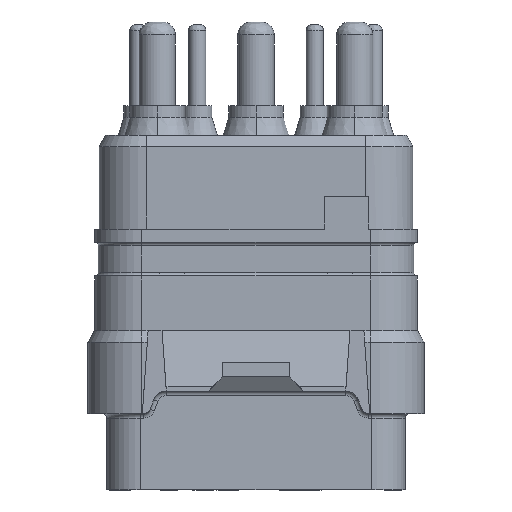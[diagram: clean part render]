
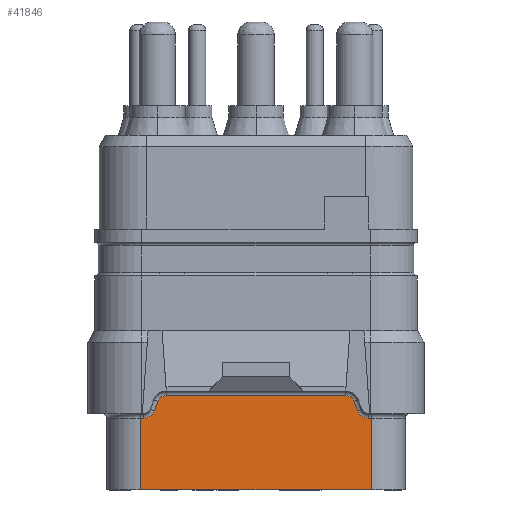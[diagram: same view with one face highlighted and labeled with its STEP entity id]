
A CAD part, front view. The second image highlights one B-rep face of the part: STEP entity #41846.
In plain terms, the highlighted planar face has unit normal (0, -1, 0).
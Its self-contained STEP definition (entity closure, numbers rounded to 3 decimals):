
#7475=DIRECTION('',(-1.,0.,0.));
#7476=VECTOR('',#7475,0.15);
#7477=CARTESIAN_POINT('',(5.15,-5.775,-8.43));
#7478=LINE('',#7477,#7476);
#7479=DIRECTION('',(0.,0.,-1.));
#7480=VECTOR('',#7479,3.2);
#7481=CARTESIAN_POINT('',(5.15,-5.775,-8.43));
#7482=LINE('',#7481,#7480);
#7483=DIRECTION('',(-1.,0.,0.));
#7484=VECTOR('',#7483,0.15);
#7485=CARTESIAN_POINT('',(-5.,-5.775,-8.43));
#7486=LINE('',#7485,#7484);
#7487=CARTESIAN_POINT('',(-5.,-5.775,-7.93));
#7488=DIRECTION('',(0.,1.,0.));
#7489=DIRECTION('',(0.935,0.,-0.354));
#7490=AXIS2_PLACEMENT_3D('',#7487,#7488,#7489);
#7492=DIRECTION('',(-0.354,0.,-0.935));
#7493=VECTOR('',#7492,0.447);
#7494=CARTESIAN_POINT('',(-4.374,-5.775,-7.689));
#7495=LINE('',#7494,#7493);
#7496=CARTESIAN_POINT('',(-4.,-5.775,-7.83));
#7497=DIRECTION('',(0.,-1.,0.));
#7498=DIRECTION('',(0.,0.,1.));
#7499=AXIS2_PLACEMENT_3D('',#7496,#7497,#7498);
#7501=DIRECTION('',(-1.,0.,0.));
#7502=VECTOR('',#7501,8.);
#7503=CARTESIAN_POINT('',(4.,-5.775,-7.43));
#7504=LINE('',#7503,#7502);
#7505=CARTESIAN_POINT('',(4.,-5.775,-7.83));
#7506=DIRECTION('',(0.,-1.,0.));
#7507=DIRECTION('',(0.935,0.,0.354));
#7508=AXIS2_PLACEMENT_3D('',#7505,#7506,#7507);
#7510=DIRECTION('',(-0.354,0.,0.935));
#7511=VECTOR('',#7510,0.447);
#7512=CARTESIAN_POINT('',(4.532,-5.775,-8.107));
#7513=LINE('',#7512,#7511);
#7514=CARTESIAN_POINT('',(5.,-5.775,-7.93));
#7515=DIRECTION('',(0.,1.,0.));
#7516=DIRECTION('',(0.,0.,-1.));
#7517=AXIS2_PLACEMENT_3D('',#7514,#7515,#7516);
#7562=DIRECTION('',(-1.,0.,0.));
#7563=VECTOR('',#7562,10.3);
#7564=CARTESIAN_POINT('',(5.15,-5.775,-11.63));
#7565=LINE('',#7564,#7563);
#8973=DIRECTION('',(0.,0.,-1.));
#8974=VECTOR('',#8973,3.2);
#8975=CARTESIAN_POINT('',(-5.15,-5.775,-8.43));
#8976=LINE('',#8975,#8974);
#24408=CARTESIAN_POINT('',(-5.15,-5.775,-11.63));
#24410=VERTEX_POINT('',#24408);
#24422=CARTESIAN_POINT('',(5.15,-5.775,-11.63));
#24423=VERTEX_POINT('',#24422);
#25768=CARTESIAN_POINT('',(5.15,-5.775,-8.43));
#25769=VERTEX_POINT('',#25768);
#25772=CARTESIAN_POINT('',(5.,-5.775,-8.43));
#25773=VERTEX_POINT('',#25772);
#25776=CARTESIAN_POINT('',(4.532,-5.775,-8.107));
#25777=VERTEX_POINT('',#25776);
#25780=CARTESIAN_POINT('',(4.374,-5.775,-7.689));
#25781=VERTEX_POINT('',#25780);
#25782=CARTESIAN_POINT('',(4.,-5.775,-7.43));
#25783=VERTEX_POINT('',#25782);
#25784=CARTESIAN_POINT('',(-4.,-5.775,-7.43));
#25785=VERTEX_POINT('',#25784);
#25786=CARTESIAN_POINT('',(-4.374,-5.775,-7.689));
#25787=VERTEX_POINT('',#25786);
#25792=CARTESIAN_POINT('',(-4.532,-5.775,-8.107));
#25793=VERTEX_POINT('',#25792);
#25796=CARTESIAN_POINT('',(-5.,-5.775,-8.43));
#25797=VERTEX_POINT('',#25796);
#25800=CARTESIAN_POINT('',(-5.15,-5.775,-8.43));
#25801=VERTEX_POINT('',#25800);
#41824=CARTESIAN_POINT('',(5.15,-5.775,-8.23));
#41825=DIRECTION('',(0.,-1.,0.));
#41826=DIRECTION('',(-1.,0.,0.));
#41827=AXIS2_PLACEMENT_3D('',#41824,#41825,#41826);
#41828=PLANE('',#41827);
#41829=ORIENTED_EDGE('',*,*,#41633,.F.);
#41831=ORIENTED_EDGE('',*,*,#41830,.T.);
#41833=ORIENTED_EDGE('',*,*,#41832,.T.);
#41835=ORIENTED_EDGE('',*,*,#41834,.F.);
#41836=ORIENTED_EDGE('',*,*,#41818,.F.);
#41837=ORIENTED_EDGE('',*,*,#41478,.F.);
#41838=ORIENTED_EDGE('',*,*,#41494,.F.);
#41839=ORIENTED_EDGE('',*,*,#41534,.F.);
#41840=ORIENTED_EDGE('',*,*,#41548,.F.);
#41841=ORIENTED_EDGE('',*,*,#41562,.F.);
#41842=ORIENTED_EDGE('',*,*,#41577,.F.);
#41843=ORIENTED_EDGE('',*,*,#41618,.F.);
#41844=EDGE_LOOP('',(#41829,#41831,#41833,#41835,#41836,#41837,#41838,#41839,
#41840,#41841,#41842,#41843));
#41845=FACE_OUTER_BOUND('',#41844,.F.);
#41846=ADVANCED_FACE('',(#41845),#41828,.T.);
#7491=CIRCLE('',#7490,0.5);
#7500=CIRCLE('',#7499,0.4);
#7509=CIRCLE('',#7508,0.4);
#7518=CIRCLE('',#7517,0.5);
#41478=EDGE_CURVE('',#25793,#25797,#7491,.T.);
#41494=EDGE_CURVE('',#25787,#25793,#7495,.T.);
#41534=EDGE_CURVE('',#25785,#25787,#7500,.T.);
#41548=EDGE_CURVE('',#25783,#25785,#7504,.T.);
#41562=EDGE_CURVE('',#25781,#25783,#7509,.T.);
#41577=EDGE_CURVE('',#25777,#25781,#7513,.T.);
#41618=EDGE_CURVE('',#25773,#25777,#7518,.T.);
#41633=EDGE_CURVE('',#25769,#25773,#7478,.T.);
#41818=EDGE_CURVE('',#25797,#25801,#7486,.T.);
#41830=EDGE_CURVE('',#25769,#24423,#7482,.T.);
#41832=EDGE_CURVE('',#24423,#24410,#7565,.T.);
#41834=EDGE_CURVE('',#25801,#24410,#8976,.T.);
